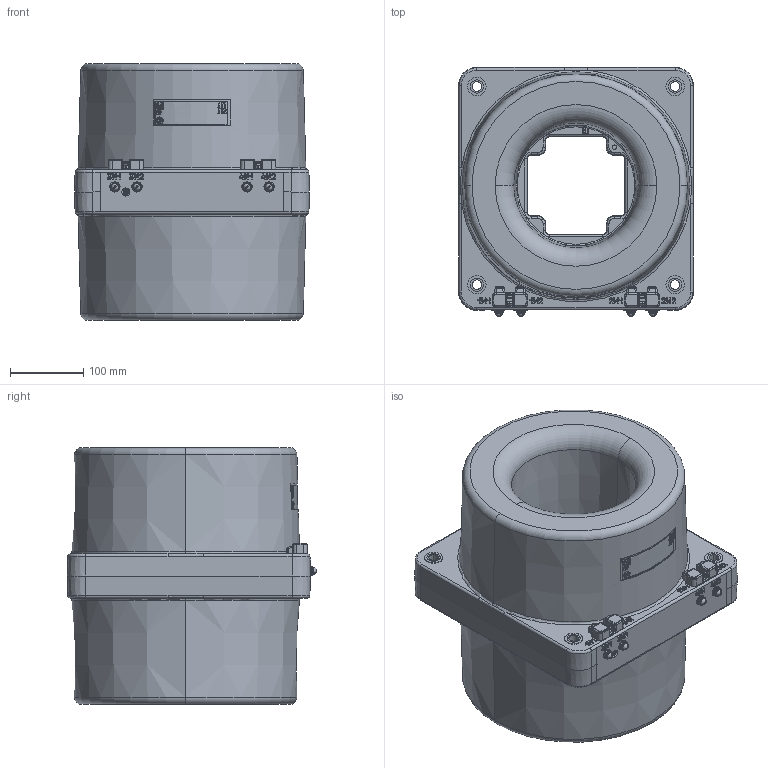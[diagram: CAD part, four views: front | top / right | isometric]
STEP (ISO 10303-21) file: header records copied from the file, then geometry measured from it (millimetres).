
FILE_DESCRIPTION (( 'STEP AP203' ), '1' );
FILE_NAME ('ﾒﾋﾘ-10-6.1-4.STEP', '2025-03-12T10:51:02', ( '' ), ( '' ), 'SwSTEP 2.0', 'SolidWorks 2010', '' );
FILE_SCHEMA (( 'CONFIG_CONTROL_DESIGN' ));
Length unit declared in the file: millimetre
Products named in the file (1): ﾒﾋﾘ-10-6.1-4
Bounding box: 320 x 339.41 x 350 mm (x, y, z)
Volume: 20165178.3 mm3; surface area: 746912.4 mm2
Topology: 30 solids, 30 shells, 1710 faces, 4095 edges, 2520 vertices
Faces by surface type: plane 487, cylinder 480, bspline 358, cone 289, torus 56, sphere 40
Entity records: 60476 total; most frequent: CARTESIAN_POINT 23331, ORIENTED_EDGE 8150, DIRECTION 7140, EDGE_CURVE 4075, AXIS2_PLACEMENT_3D 2773, VERTEX_POINT 2520, EDGE_LOOP 1863, FACE_OUTER_BOUND 1710
